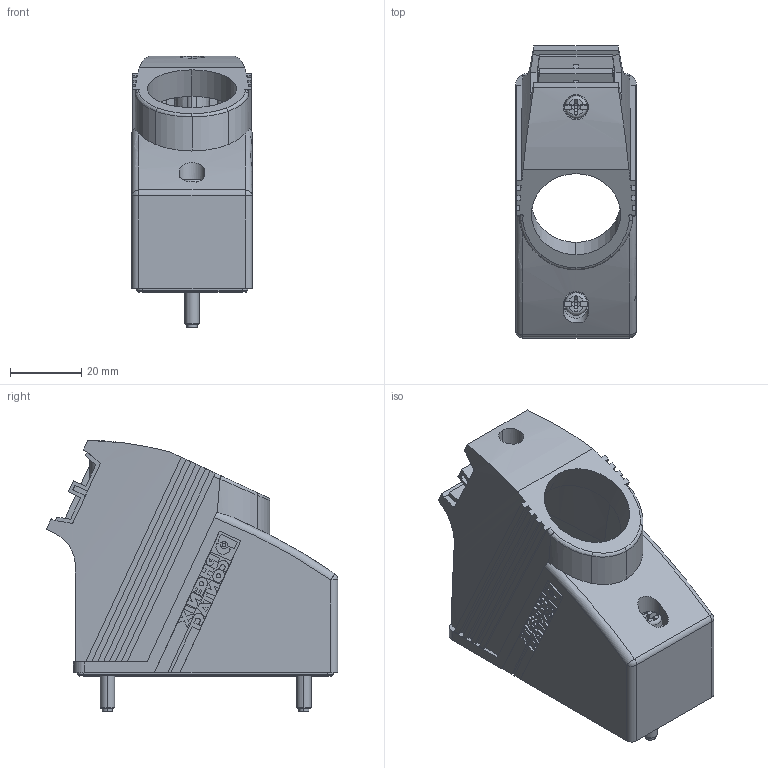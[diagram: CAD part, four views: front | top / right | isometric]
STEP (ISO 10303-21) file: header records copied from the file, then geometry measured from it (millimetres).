
FILE_DESCRIPTION(('Creo Elements/Direct Modeling STEP Export'),'2;1');
FILE_NAME('model.stp','2019-10-28T10:03:38',(''),(''),'Creo Elements/Direct Modeling STEP processor for AP214 (Solid Model)','Creo Elements/Direct Modeling 20.1A 29-Sep-2018 (C) Parametric Technology GmbH','');
FILE_SCHEMA(('AUTOMOTIVE_DESIGN { 1 0 10303 214 1 1 1 1 }'));
Length unit declared in the file: millimetre
Products named in the file (2): VC-M-T2-M25_Tuelle.1; VC-M..-T2-Z-M25
Assembly tree (1 placements, depth 2):
  VC-M..-T2-Z-M25
    VC-M-T2-M25_Tuelle.1
Bounding box: 33.7 x 81.66 x 76.04 mm (x, y, z)
Volume: 40866.2 mm3; surface area: 29153.2 mm2
Topology: 1 solids, 1 shells, 663 faces, 1842 edges, 1206 vertices
Faces by surface type: plane 422, cylinder 155, cone 49, torus 28, bspline 6, sphere 2, extrusion 1
Entity records: 32462 total; most frequent: CARTESIAN_POINT 10542, ORIENTED_EDGE 3680, DIRECTION 3143, EDGE_CURVE 1840, VERTEX_POINT 1206, VECTOR 1167, LINE 1166, AXIS2_PLACEMENT_3D 988
